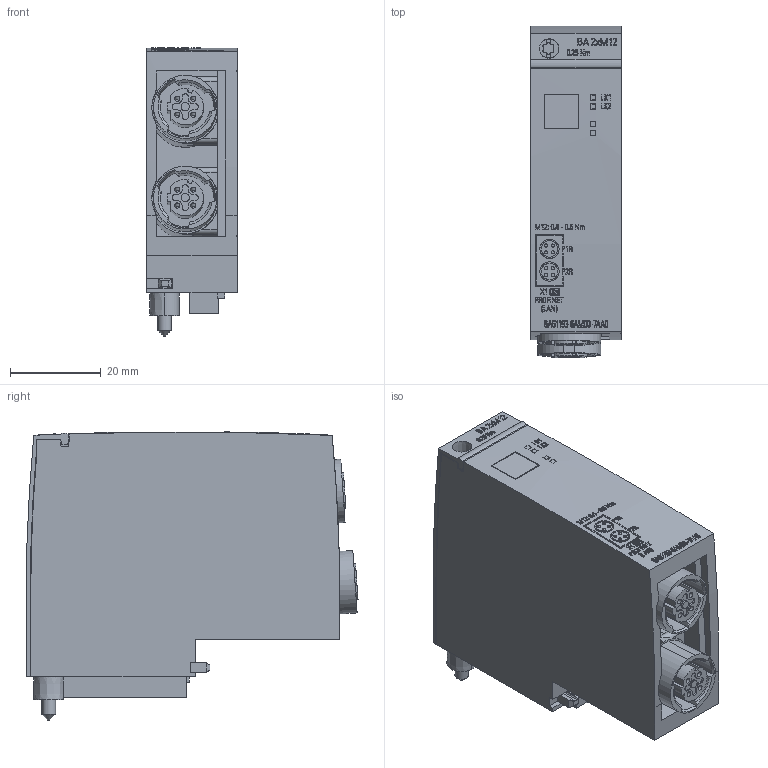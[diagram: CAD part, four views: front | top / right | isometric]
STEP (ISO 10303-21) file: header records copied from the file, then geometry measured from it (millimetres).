
FILE_DESCRIPTION(/* description */ (''),/* implementation_level */ '2;1');
FILE_NAME(/* name */ '6AG1193-6AM00-7AA0_3d.stp',/* time_stamp */ '2024-12-26T11:49:58+08:00',/* author */ (''),/* organization */ (''),/* preprocessor_version */ 'ST-DEVELOPER v18.101',/* originating_system */ 'SIEMENS PLM Software NX 2008',/* authorisation */ '');
FILE_SCHEMA (('AUTOMOTIVE_DESIGN { 1 0 10303 214 3 1 1 1 }'));
Products named in the file (3): A5E54280709A_RS-AA_001_1-labeling; A5E47957429A_RS-AA_003_1-box; A5E54280708A_RS-AA_001_1-CAx_6AG11936AM007AA0
Assembly tree (2 placements, depth 2):
  A5E54280708A_RS-AA_001_1-CAx_6AG11936AM007AA0
    A5E47957429A_RS-AA_003_1-box
    A5E54280709A_RS-AA_001_1-labeling
Bounding box: 20 x 73.35 x 63.69 mm (x, y, z)
Volume: 65090 mm3; surface area: 19359.6 mm2
Topology: 108 solids, 108 shells, 2048 faces, 4979 edges, 3250 vertices
Faces by surface type: plane 1368, extrusion 352, cylinder 315, cone 13
Full cylindrical faces by diameter (mm): 0.7 x8, 1.15 x8, 1.808 x2, 3 x1, 3.5 x1, 3.617 x1, 3.634 x1, 4.222 x1, 4.257 x1, 14 x1
Entity records: 79320 total; most frequent: CARTESIAN_POINT 24637, ORIENTED_EDGE 9880, DIRECTION 8844, EDGE_CURVE 4940, VECTOR 3590, VERTEX_POINT 3239, LINE 3238, AXIS2_PLACEMENT_3D 2627
